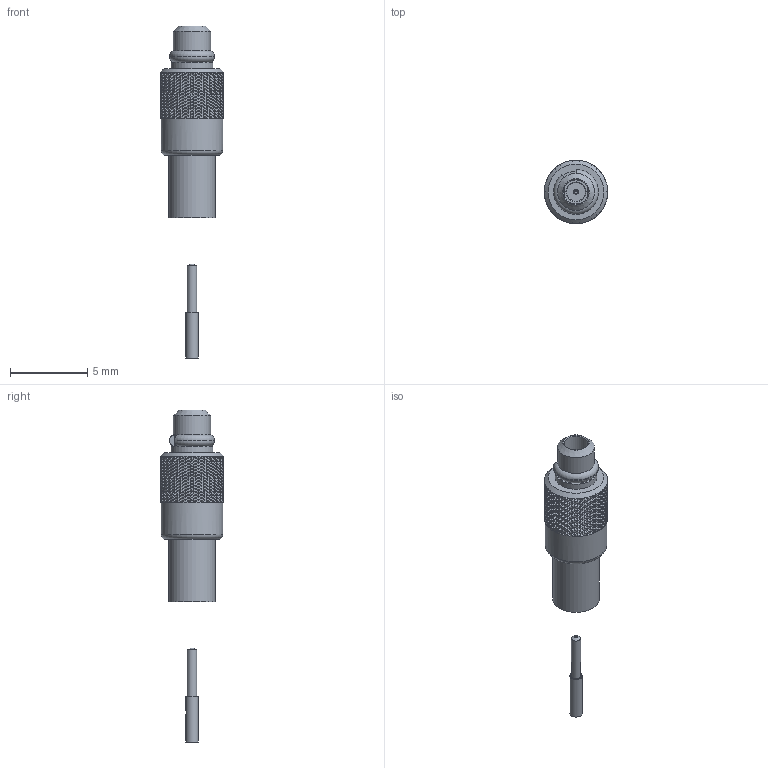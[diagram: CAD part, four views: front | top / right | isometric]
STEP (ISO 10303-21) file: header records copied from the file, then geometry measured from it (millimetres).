
FILE_DESCRIPTION( ( 'Unknown' ), '1' );
FILE_NAME( '66049011210810.stp', 'Unknown', ( 'Unknown' ), ( 'Unknown' ), 'PSStep 21.0.46', 'Unknown', ' ' );
FILE_SCHEMA( ( 'AUTOMOTIVE_DESIGN { 1 0 10303 214 1 1 1 1 }' ) );
Length unit declared in the file: millimetre
Products named in the file (6): 66049011210810_housing
Bounding box: 4.1 x 4.1 x 21.47 mm (x, y, z)
Volume: 166.4 mm3; surface area: 628.6 mm2
Topology: 6 solids, 6 shells, 9582 faces, 19698 edges, 10068 vertices
Faces by surface type: bspline 7200, cylinder 1976, plane 374, cone 22, torus 10
Full cylindrical faces by diameter (mm): 0.3 x4, 0.6 x4, 0.75 x2, 0.8 x2, 1.2 x2, 1.55 x2, 2 x2, 2.24 x2, 2.4 x2, 2.7 x2, 3 x2, 3.3 x2, 3.35 x2, 4 x2
Entity records: 533190 total; most frequent: CARTESIAN_POINT 339764, ORIENTED_EDGE 39236, EDGE_CURVE 19618, VERTEX_POINT 10046, EDGE_LOOP 9748, FACE_OUTER_BOUND 9616, STYLED_ITEM 9582, PRESENTATION_STYLE_ASSIGNMENT 9582
